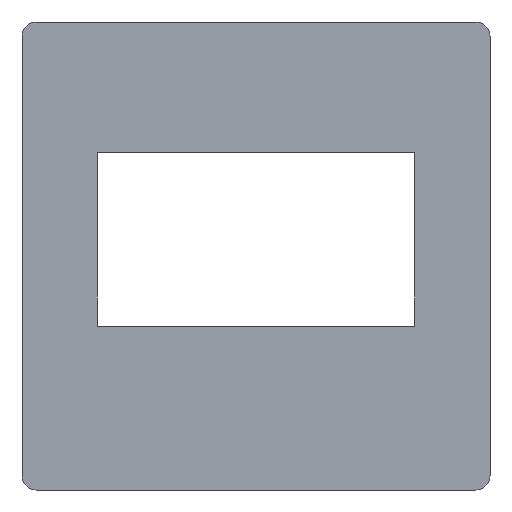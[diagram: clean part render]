
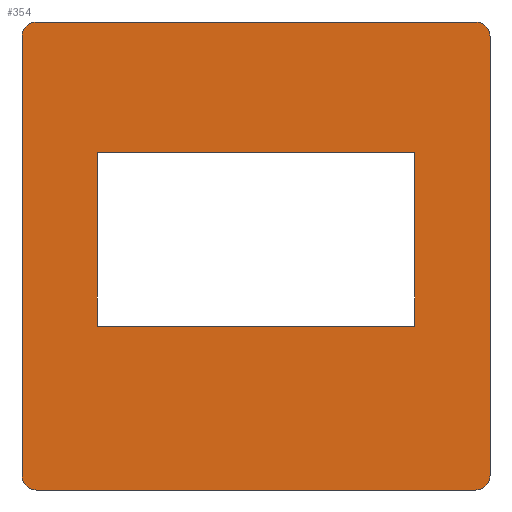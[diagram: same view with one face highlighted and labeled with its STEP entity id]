
A CAD part, front view. The second image highlights one B-rep face of the part: STEP entity #354.
In plain terms, the highlighted planar face has unit normal (0, -1, 0).
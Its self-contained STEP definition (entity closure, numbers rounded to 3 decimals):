
#31=CIRCLE('',#399,1.);
#32=CIRCLE('',#402,1.);
#33=CIRCLE('',#405,1.);
#34=CIRCLE('',#406,1.);
#44=FACE_BOUND('',#86,.T.);
#62=FACE_OUTER_BOUND('',#85,.T.);
#85=EDGE_LOOP('',(#299,#300,#301,#302,#303,#304,#305,#306));
#86=EDGE_LOOP('',(#307,#308,#309,#310));
#93=LINE('',#529,#125);
#97=LINE('',#536,#129);
#100=LINE('',#542,#132);
#101=LINE('',#544,#133);
#114=LINE('',#596,#146);
#117=LINE('',#604,#149);
#118=LINE('',#609,#150);
#119=LINE('',#612,#151);
#125=VECTOR('',#417,10.);
#129=VECTOR('',#423,10.);
#132=VECTOR('',#428,10.);
#133=VECTOR('',#431,10.);
#146=VECTOR('',#492,10.);
#149=VECTOR('',#501,10.);
#150=VECTOR('',#506,10.);
#151=VECTOR('',#509,10.);
#157=VERTEX_POINT('',#526);
#158=VERTEX_POINT('',#528);
#160=VERTEX_POINT('',#534);
#162=VERTEX_POINT('',#540);
#175=VERTEX_POINT('',#588);
#176=VERTEX_POINT('',#590);
#177=VERTEX_POINT('',#594);
#178=VERTEX_POINT('',#598);
#179=VERTEX_POINT('',#602);
#180=VERTEX_POINT('',#606);
#181=VERTEX_POINT('',#608);
#182=VERTEX_POINT('',#610);
#185=EDGE_CURVE('',#157,#158,#93,.T.);
#189=EDGE_CURVE('',#160,#157,#97,.T.);
#192=EDGE_CURVE('',#162,#160,#100,.T.);
#193=EDGE_CURVE('',#158,#162,#101,.T.);
#216=EDGE_CURVE('',#175,#176,#31,.T.);
#219=EDGE_CURVE('',#175,#177,#114,.T.);
#221=EDGE_CURVE('',#178,#177,#32,.T.);
#223=EDGE_CURVE('',#178,#179,#117,.T.);
#224=EDGE_CURVE('',#180,#179,#33,.T.);
#225=EDGE_CURVE('',#180,#181,#118,.T.);
#226=EDGE_CURVE('',#182,#181,#34,.T.);
#227=EDGE_CURVE('',#182,#176,#119,.T.);
#299=ORIENTED_EDGE('',*,*,#221,.F.);
#300=ORIENTED_EDGE('',*,*,#223,.T.);
#301=ORIENTED_EDGE('',*,*,#224,.F.);
#302=ORIENTED_EDGE('',*,*,#225,.T.);
#303=ORIENTED_EDGE('',*,*,#226,.F.);
#304=ORIENTED_EDGE('',*,*,#227,.T.);
#305=ORIENTED_EDGE('',*,*,#216,.F.);
#306=ORIENTED_EDGE('',*,*,#219,.T.);
#307=ORIENTED_EDGE('',*,*,#193,.F.);
#308=ORIENTED_EDGE('',*,*,#185,.F.);
#309=ORIENTED_EDGE('',*,*,#189,.F.);
#310=ORIENTED_EDGE('',*,*,#192,.F.);
#334=PLANE('',#404);
#354=ADVANCED_FACE('',(#62,#44),#334,.F.);
#399=AXIS2_PLACEMENT_3D('',#591,#486,#487);
#402=AXIS2_PLACEMENT_3D('',#600,#496,#497);
#404=AXIS2_PLACEMENT_3D('',#605,#502,#503);
#405=AXIS2_PLACEMENT_3D('',#607,#504,#505);
#406=AXIS2_PLACEMENT_3D('',#611,#507,#508);
#417=DIRECTION('',(1.,0.,0.));
#423=DIRECTION('',(0.,0.,-1.));
#428=DIRECTION('',(-1.,0.,0.));
#431=DIRECTION('',(0.,0.,1.));
#486=DIRECTION('center_axis',(0.,1.,0.));
#487=DIRECTION('ref_axis',(0.707,0.,-0.707));
#492=DIRECTION('',(0.,0.,1.));
#496=DIRECTION('center_axis',(0.,1.,0.));
#497=DIRECTION('ref_axis',(0.707,0.,0.707));
#501=DIRECTION('',(-1.,0.,0.));
#502=DIRECTION('center_axis',(0.,1.,0.));
#503=DIRECTION('ref_axis',(1.,0.,0.));
#504=DIRECTION('center_axis',(0.,1.,0.));
#505=DIRECTION('ref_axis',(-0.707,0.,0.707));
#506=DIRECTION('',(0.,0.,-1.));
#507=DIRECTION('center_axis',(0.,1.,0.));
#508=DIRECTION('ref_axis',(-0.707,0.,-0.707));
#509=DIRECTION('',(1.,0.,0.));
#526=CARTESIAN_POINT('',(-11.,0.,-4.85));
#528=CARTESIAN_POINT('',(11.,0.,-4.85));
#529=CARTESIAN_POINT('',(11.,0.,-4.85));
#534=CARTESIAN_POINT('',(-11.,0.,7.15));
#536=CARTESIAN_POINT('',(-11.,0.,-4.85));
#540=CARTESIAN_POINT('',(11.,0.,7.15));
#542=CARTESIAN_POINT('',(-11.,0.,7.15));
#544=CARTESIAN_POINT('',(11.,0.,7.15));
#588=CARTESIAN_POINT('',(16.2,0.,-15.2));
#590=CARTESIAN_POINT('',(15.2,0.,-16.2));
#591=CARTESIAN_POINT('Origin',(15.2,0.,-15.2));
#594=CARTESIAN_POINT('',(16.2,0.,15.2));
#596=CARTESIAN_POINT('',(16.2,0.,-16.2));
#598=CARTESIAN_POINT('',(15.2,0.,16.2));
#600=CARTESIAN_POINT('Origin',(15.2,0.,15.2));
#602=CARTESIAN_POINT('',(-15.2,0.,16.2));
#604=CARTESIAN_POINT('',(16.2,0.,16.2));
#605=CARTESIAN_POINT('Origin',(0.,0.,0.));
#606=CARTESIAN_POINT('',(-16.2,0.,15.2));
#607=CARTESIAN_POINT('Origin',(-15.2,0.,15.2));
#608=CARTESIAN_POINT('',(-16.2,0.,-15.2));
#609=CARTESIAN_POINT('',(-16.2,0.,16.2));
#610=CARTESIAN_POINT('',(-15.2,0.,-16.2));
#611=CARTESIAN_POINT('Origin',(-15.2,0.,-15.2));
#612=CARTESIAN_POINT('',(-16.2,0.,-16.2));
